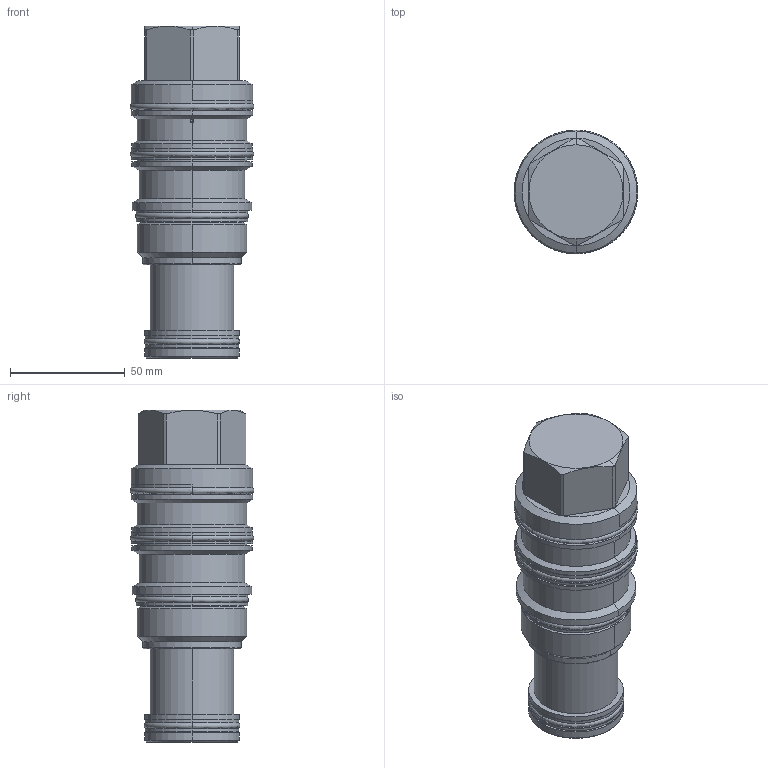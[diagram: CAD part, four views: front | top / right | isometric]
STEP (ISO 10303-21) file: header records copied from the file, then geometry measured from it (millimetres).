
FILE_DESCRIPTION((''),'2;1');
FILE_NAME('FVFA-XAN_PRT','2015-12-24T',('Administrator'),(''),'PRO/ENGINEER BY PARAMETRIC TECHNOLOGY CORPORATION, 2006240','PRO/ENGINEER BY PARAMETRIC TECHNOLOGY CORPORATION, 2006240','');
FILE_SCHEMA(('CONFIG_CONTROL_DESIGN'));
Length unit declared in the file: inch
Products named in the file (1): FVFA-XAN_PRT
Bounding box: 53.84 x 53.84 x 144.63 mm (x, y, z)
Volume: 230566.9 mm3; surface area: 37041.3 mm2
Topology: 7 solids, 7 shells, 170 faces, 358 edges, 208 vertices
Faces by surface type: cylinder 68, plane 34, torus 26, cone 26, revolution 16
Entity records: 5493 total; most frequent: CARTESIAN_POINT 1731, DIRECTION 848, ORIENTED_EDGE 712, AXIS2_PLACEMENT_3D 362, EDGE_CURVE 356, VERTEX_POINT 208, CIRCLE 208, EDGE_LOOP 190
